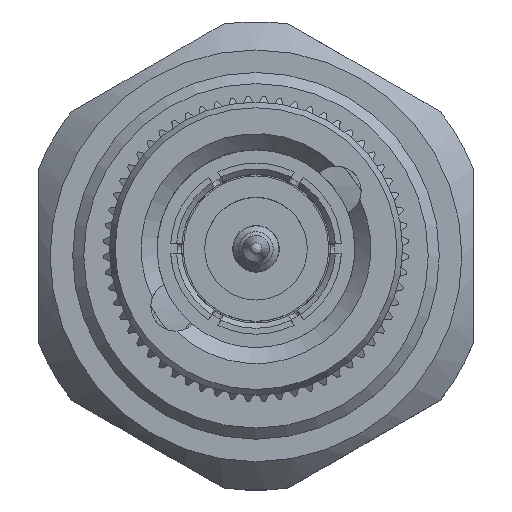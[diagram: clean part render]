
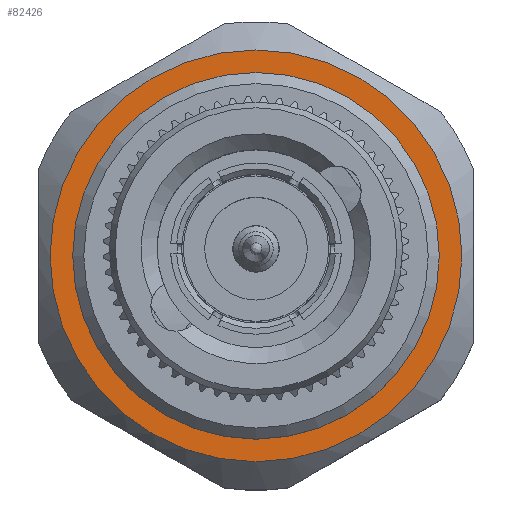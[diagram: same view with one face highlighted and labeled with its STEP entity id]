
A CAD part, top view. The second image highlights one B-rep face of the part: STEP entity #82426.
In plain terms, the highlighted face is planar.
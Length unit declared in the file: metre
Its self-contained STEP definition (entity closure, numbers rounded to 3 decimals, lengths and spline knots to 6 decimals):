
#1403 = EDGE_LOOP ( 'NONE', ( #21779 ) ) ;
#7329 = EDGE_CURVE ( 'NONE', #60655, #60655, #54239, .T. ) ;
#8021 = CARTESIAN_POINT ( 'NONE',  ( 0.672032, 0., 0.384994 ) ) ;
#14117 = AXIS2_PLACEMENT_3D ( 'NONE', #44375, #44822, #59236 ) ;
#16458 = DIRECTION ( 'NONE',  ( -1., 0., 0. ) ) ;
#21779 = ORIENTED_EDGE ( 'NONE', *, *, #7329, .T. ) ;
#22449 = EDGE_LOOP ( 'NONE', ( #48821 ) ) ;
#27637 = CARTESIAN_POINT ( 'NONE',  ( 0.672032, 0.384994, 0. ) ) ;
#28105 = FACE_OUTER_BOUND ( 'NONE', #22449, .T. ) ;
#36010 = FACE_BOUND ( 'NONE', #1403, .T. ) ;
#44375 = CARTESIAN_POINT ( 'NONE',  ( 0.672032, 0., 0. ) ) ;
#44822 = DIRECTION ( 'NONE',  ( -1., 0., 0. ) ) ;
#45468 = AXIS2_PLACEMENT_3D ( 'NONE', #27637, #84502, #48593 ) ;
#48593 = DIRECTION ( 'NONE',  ( 0., 0., 1. ) ) ;
#48821 = ORIENTED_EDGE ( 'NONE', *, *, #78926, .F. ) ;
#49973 = DIRECTION ( 'NONE',  ( 0., 0., 1. ) ) ;
#51262 = VERTEX_POINT ( 'NONE', #8021 ) ;
#54239 = CIRCLE ( 'NONE', #14117, 0.342807 ) ;
#57423 = PLANE ( 'NONE',  #45468 ) ;
#59236 = DIRECTION ( 'NONE',  ( 0., 0., 1. ) ) ;
#60655 = VERTEX_POINT ( 'NONE', #90037 ) ;
#63170 = CIRCLE ( 'NONE', #87087, 0.384994 ) ;
#78926 = EDGE_CURVE ( 'NONE', #51262, #51262, #63170, .T. ) ;
#79812 = CARTESIAN_POINT ( 'NONE',  ( 0.672032, 0., 0. ) ) ;
#82426 = ADVANCED_FACE ( 'NONE', ( #36010, #28105 ), #57423, .F. ) ;
#84502 = DIRECTION ( 'NONE',  ( -1., 0., 0. ) ) ;
#87087 = AXIS2_PLACEMENT_3D ( 'NONE', #79812, #16458, #49973 ) ;
#90037 = CARTESIAN_POINT ( 'NONE',  ( 0.672032, 0., 0.342807 ) ) ;
